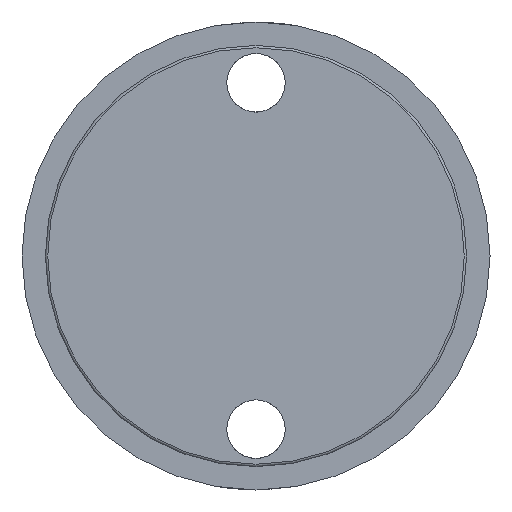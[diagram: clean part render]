
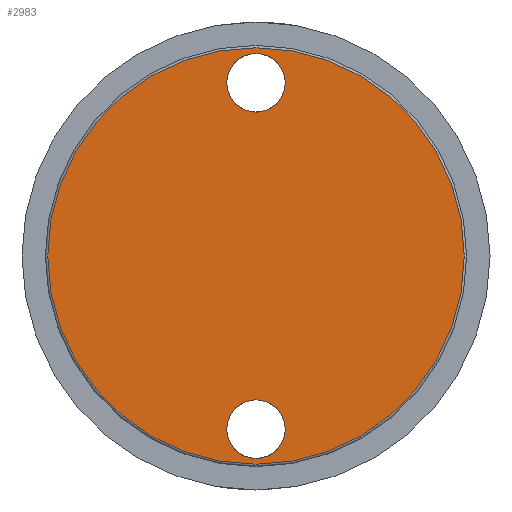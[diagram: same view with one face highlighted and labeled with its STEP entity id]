
A CAD part, left-side view. The second image highlights one B-rep face of the part: STEP entity #2983.
In plain terms, the highlighted face is planar.
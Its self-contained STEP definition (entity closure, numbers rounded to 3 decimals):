
#281=FACE_BOUND('',#1059,.T.);
#282=FACE_BOUND('',#1060,.T.);
#364=PLANE('',#3405);
#892=FACE_OUTER_BOUND('',#1058,.T.);
#1058=EDGE_LOOP('',(#2801,#2802));
#1059=EDGE_LOOP('',(#2803));
#1060=EDGE_LOOP('',(#2804));
#1234=CIRCLE('',#3395,6.25);
#1236=CIRCLE('',#3398,6.25);
#1239=CIRCLE('',#3402,44.5);
#1240=CIRCLE('',#3403,44.5);
#1513=VERTEX_POINT('',#5810);
#1515=VERTEX_POINT('',#5816);
#1518=VERTEX_POINT('',#5823);
#1519=VERTEX_POINT('',#5825);
#1942=EDGE_CURVE('',#1513,#1513,#1234,.T.);
#1945=EDGE_CURVE('',#1515,#1515,#1236,.T.);
#1948=EDGE_CURVE('',#1518,#1519,#1239,.T.);
#1949=EDGE_CURVE('',#1519,#1518,#1240,.T.);
#2801=ORIENTED_EDGE('',*,*,#1949,.F.);
#2802=ORIENTED_EDGE('',*,*,#1948,.F.);
#2803=ORIENTED_EDGE('',*,*,#1942,.T.);
#2804=ORIENTED_EDGE('',*,*,#1945,.T.);
#2983=ADVANCED_FACE('',(#892,#281,#282),#364,.T.);
#3395=AXIS2_PLACEMENT_3D('',#5812,#4195,#4196);
#3398=AXIS2_PLACEMENT_3D('',#5818,#4202,#4203);
#3402=AXIS2_PLACEMENT_3D('',#5826,#4210,#4211);
#3403=AXIS2_PLACEMENT_3D('',#5827,#4212,#4213);
#3405=AXIS2_PLACEMENT_3D('',#5829,#4216,#4217);
#4195=DIRECTION('center_axis',(0.,0.,
1.));
#4196=DIRECTION('ref_axis',(-1.,0.,0.));
#4202=DIRECTION('center_axis',(0.,0.,
1.));
#4203=DIRECTION('ref_axis',(-1.,0.,0.));
#4210=DIRECTION('center_axis',(0.,0.,
1.));
#4211=DIRECTION('ref_axis',(-1.,0.,0.));
#4212=DIRECTION('center_axis',(0.,0.,
1.));
#4213=DIRECTION('ref_axis',(-1.,0.,0.));
#4216=DIRECTION('center_axis',(0.,0.,
-1.));
#4217=DIRECTION('ref_axis',(0.,1.,0.));
#5810=CARTESIAN_POINT('',(6.25,-37.,-75.182));
#5812=CARTESIAN_POINT('Origin',(0.,-37.,-75.182));
#5816=CARTESIAN_POINT('',(6.25,37.,-75.182));
#5818=CARTESIAN_POINT('Origin',(0.,37.,-75.182));
#5823=CARTESIAN_POINT('',(-44.5,0.,-75.182));
#5825=CARTESIAN_POINT('',(44.5,0.,-75.182));
#5826=CARTESIAN_POINT('Origin',(0.,0.,
-75.182));
#5827=CARTESIAN_POINT('Origin',(0.,0.,
-75.182));
#5829=CARTESIAN_POINT('Origin',(-22.5,0.,-75.182));
